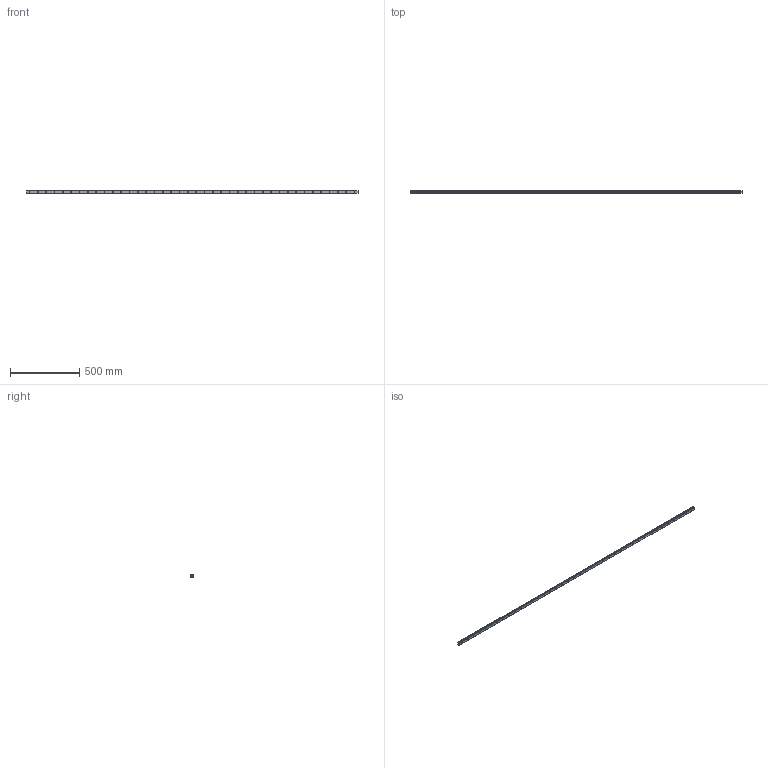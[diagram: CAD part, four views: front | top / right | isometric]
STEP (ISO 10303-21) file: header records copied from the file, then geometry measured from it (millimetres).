
FILE_DESCRIPTION (( 'STEP AP214' ), '1' );
FILE_NAME ('SSR20XTB1SS-2390L_G25_0_B-M6F_1161-75_0_0_0.STEP', '2021-06-28T08:43:55', ( '' ), ( '' ), 'SwSTEP 2.0', 'SolidWorks 2021', '' );
FILE_SCHEMA (( 'AUTOMOTIVE_DESIGN' ));
Length unit declared in the file: millimetre
Products named in the file (2): _SSR20XTB239025 Track; SSR20XTB1SS-2390L_G25_0_B-M6F_1161-75_0_0_0
Assembly tree (1 placements, depth 2):
  SSR20XTB1SS-2390L_G25_0_B-M6F_1161-75_0_0_0
    _SSR20XTB239025 Track
Bounding box: 2390 x 15.5 x 20 mm (x, y, z)
Volume: 632703.4 mm3; surface area: 191028 mm2
Topology: 1 solids, 1 shells, 227 faces, 555 edges, 370 vertices
Faces by surface type: cylinder 167, plane 60
Entity records: 7089 total; most frequent: DIRECTION 1351, CARTESIAN_POINT 1156, ORIENTED_EDGE 1110, AXIS2_PLACEMENT_3D 565, EDGE_CURVE 555, VERTEX_POINT 370, EDGE_LOOP 347, CIRCLE 334
